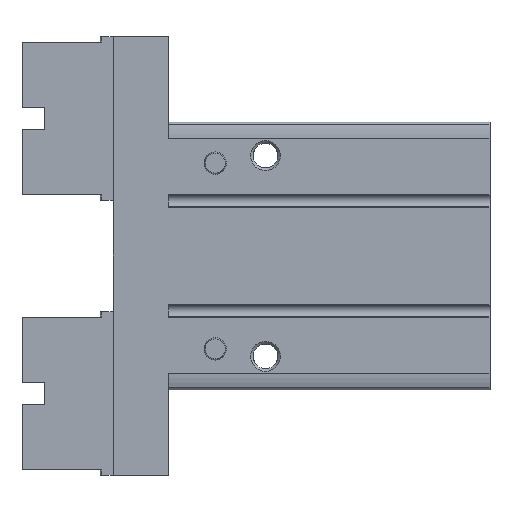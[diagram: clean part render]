
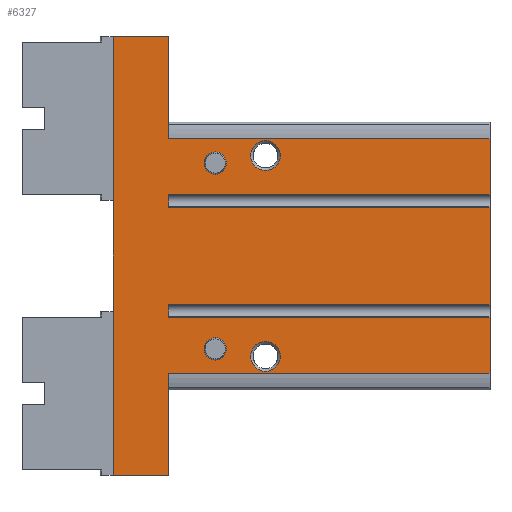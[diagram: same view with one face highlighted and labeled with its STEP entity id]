
A CAD part, left-side view. The second image highlights one B-rep face of the part: STEP entity #6327.
In plain terms, the highlighted face is planar.
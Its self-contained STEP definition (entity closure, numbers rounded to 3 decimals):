
#203=LINE('',#9777,#753);
#235=LINE('',#9923,#785);
#240=LINE('',#9947,#790);
#277=LINE('',#10128,#827);
#278=LINE('',#10136,#828);
#279=LINE('',#10138,#829);
#280=LINE('',#10140,#830);
#281=LINE('',#10141,#831);
#282=LINE('',#10143,#832);
#283=LINE('',#10145,#833);
#284=LINE('',#10146,#834);
#285=LINE('',#10148,#835);
#286=LINE('',#10150,#836);
#287=LINE('',#10152,#837);
#288=LINE('',#10154,#838);
#289=LINE('',#10156,#839);
#753=VECTOR('',#7647,1000.);
#785=VECTOR('',#7763,1000.);
#790=VECTOR('',#7782,1000.);
#827=VECTOR('',#7887,1000.);
#828=VECTOR('',#7896,1000.);
#829=VECTOR('',#7897,1000.);
#830=VECTOR('',#7898,1000.);
#831=VECTOR('',#7899,1000.);
#832=VECTOR('',#7900,1000.);
#833=VECTOR('',#7901,1000.);
#834=VECTOR('',#7902,1000.);
#835=VECTOR('',#7903,1000.);
#836=VECTOR('',#7904,1000.);
#837=VECTOR('',#7905,1000.);
#838=VECTOR('',#7906,1000.);
#839=VECTOR('',#7907,1000.);
#1244=PLANE('',#6846);
#1799=ORIENTED_EDGE('',*,*,#3276,.F.);
#1800=ORIENTED_EDGE('',*,*,#3280,.F.);
#1801=ORIENTED_EDGE('',*,*,#3596,.F.);
#1802=ORIENTED_EDGE('',*,*,#3597,.F.);
#1803=ORIENTED_EDGE('',*,*,#3435,.T.);
#1804=ORIENTED_EDGE('',*,*,#3598,.F.);
#1805=ORIENTED_EDGE('',*,*,#3599,.T.);
#1806=ORIENTED_EDGE('',*,*,#3600,.T.);
#1807=ORIENTED_EDGE('',*,*,#3521,.T.);
#1808=ORIENTED_EDGE('',*,*,#3601,.F.);
#1809=ORIENTED_EDGE('',*,*,#3602,.T.);
#1810=ORIENTED_EDGE('',*,*,#3603,.T.);
#1811=ORIENTED_EDGE('',*,*,#3509,.T.);
#1812=ORIENTED_EDGE('',*,*,#3604,.F.);
#1813=ORIENTED_EDGE('',*,*,#3605,.F.);
#1814=ORIENTED_EDGE('',*,*,#3606,.F.);
#1815=ORIENTED_EDGE('',*,*,#3607,.T.);
#1816=ORIENTED_EDGE('',*,*,#3608,.T.);
#1817=ORIENTED_EDGE('',*,*,#3609,.F.);
#1818=ORIENTED_EDGE('',*,*,#3594,.T.);
#3276=EDGE_CURVE('',#4209,#4209,#4854,.T.);
#3280=EDGE_CURVE('',#4213,#4213,#4858,.T.);
#3435=EDGE_CURVE('',#4333,#4332,#203,.T.);
#3509=EDGE_CURVE('',#4405,#4404,#235,.T.);
#3521=EDGE_CURVE('',#4417,#4416,#240,.T.);
#3594=EDGE_CURVE('',#4479,#4333,#277,.T.);
#3596=EDGE_CURVE('',#4480,#4480,#4970,.T.);
#3597=EDGE_CURVE('',#4481,#4481,#4971,.T.);
#3598=EDGE_CURVE('',#4482,#4332,#278,.T.);
#3599=EDGE_CURVE('',#4482,#4483,#279,.T.);
#3600=EDGE_CURVE('',#4483,#4417,#280,.T.);
#3601=EDGE_CURVE('',#4484,#4416,#281,.T.);
#3602=EDGE_CURVE('',#4484,#4485,#282,.T.);
#3603=EDGE_CURVE('',#4485,#4405,#283,.T.);
#3604=EDGE_CURVE('',#4486,#4404,#284,.T.);
#3605=EDGE_CURVE('',#4487,#4486,#285,.T.);
#3606=EDGE_CURVE('',#4488,#4487,#286,.T.);
#3607=EDGE_CURVE('',#4488,#4489,#287,.T.);
#3608=EDGE_CURVE('',#4489,#4490,#288,.T.);
#3609=EDGE_CURVE('',#4479,#4490,#289,.T.);
#4209=VERTEX_POINT('',#9344);
#4213=VERTEX_POINT('',#9354);
#4332=VERTEX_POINT('',#9776);
#4333=VERTEX_POINT('',#9778);
#4404=VERTEX_POINT('',#9922);
#4405=VERTEX_POINT('',#9924);
#4416=VERTEX_POINT('',#9946);
#4417=VERTEX_POINT('',#9948);
#4479=VERTEX_POINT('',#10129);
#4480=VERTEX_POINT('',#10133);
#4481=VERTEX_POINT('',#10135);
#4482=VERTEX_POINT('',#10137);
#4483=VERTEX_POINT('',#10139);
#4484=VERTEX_POINT('',#10142);
#4485=VERTEX_POINT('',#10144);
#4486=VERTEX_POINT('',#10147);
#4487=VERTEX_POINT('',#10149);
#4488=VERTEX_POINT('',#10151);
#4489=VERTEX_POINT('',#10153);
#4490=VERTEX_POINT('',#10155);
#4854=CIRCLE('',#6673,3.);
#4858=CIRCLE('',#6679,3.);
#4970=CIRCLE('',#6847,4.);
#4971=CIRCLE('',#6848,4.);
#5257=EDGE_LOOP('',(#1799));
#5258=EDGE_LOOP('',(#1800));
#5259=EDGE_LOOP('',(#1801));
#5260=EDGE_LOOP('',(#1802));
#5261=EDGE_LOOP('',(#1803,#1804,#1805,#1806,#1807,#1808,#1809,#1810,#1811,
#1812,#1813,#1814,#1815,#1816,#1817,#1818));
#5721=FACE_BOUND('',#5257,.T.);
#5722=FACE_BOUND('',#5258,.T.);
#5723=FACE_BOUND('',#5259,.T.);
#5724=FACE_BOUND('',#5260,.T.);
#5725=FACE_BOUND('',#5261,.T.);
#6327=ADVANCED_FACE('',(#5721,#5722,#5723,#5724,#5725),#1244,.F.);
#6673=AXIS2_PLACEMENT_3D('',#9343,#7384,#7385);
#6679=AXIS2_PLACEMENT_3D('',#9353,#7396,#7397);
#6846=AXIS2_PLACEMENT_3D('',#10131,#7890,#7891);
#6847=AXIS2_PLACEMENT_3D('',#10132,#7892,#7893);
#6848=AXIS2_PLACEMENT_3D('',#10134,#7894,#7895);
#7384=DIRECTION('',(0.,0.,1.));
#7385=DIRECTION('',(1.,0.,0.));
#7396=DIRECTION('',(0.,0.,1.));
#7397=DIRECTION('',(1.,0.,0.));
#7647=DIRECTION('',(1.,0.,0.));
#7763=DIRECTION('',(1.,0.,0.));
#7782=DIRECTION('',(1.,0.,0.));
#7887=DIRECTION('',(0.,-1.,0.));
#7890=DIRECTION('',(0.,0.,-1.));
#7891=DIRECTION('',(-1.,0.,0.));
#7892=DIRECTION('',(0.,0.,1.));
#7893=DIRECTION('',(1.,0.,0.));
#7894=DIRECTION('',(0.,0.,1.));
#7895=DIRECTION('',(1.,0.,0.));
#7896=DIRECTION('',(0.,-1.,0.));
#7897=DIRECTION('',(1.,0.,0.));
#7898=DIRECTION('',(0.,-1.,0.));
#7899=DIRECTION('',(0.,-1.,0.));
#7900=DIRECTION('',(1.,0.,0.));
#7901=DIRECTION('',(0.,-1.,0.));
#7902=DIRECTION('',(0.,-1.,0.));
#7903=DIRECTION('',(-1.,0.,0.));
#7904=DIRECTION('',(0.,-1.,0.));
#7905=DIRECTION('',(-1.,0.,0.));
#7906=DIRECTION('',(0.,-1.,0.));
#7907=DIRECTION('',(-1.,0.,0.));
#9343=CARTESIAN_POINT('',(-25.,73.9,24.));
#9344=CARTESIAN_POINT('',(-22.,73.9,24.));
#9353=CARTESIAN_POINT('',(25.,73.9,24.));
#9354=CARTESIAN_POINT('',(28.,73.9,24.));
#9776=CARTESIAN_POINT('',(-16.5,0.,24.));
#9777=CARTESIAN_POINT('',(-31.5,0.,24.));
#9778=CARTESIAN_POINT('',(-31.5,0.,24.));
#9922=CARTESIAN_POINT('',(31.5,0.,24.));
#9923=CARTESIAN_POINT('',(-31.5,0.,24.));
#9924=CARTESIAN_POINT('',(16.5,0.,24.));
#9946=CARTESIAN_POINT('',(13.1,0.,24.));
#9947=CARTESIAN_POINT('',(-31.5,0.,24.));
#9948=CARTESIAN_POINT('',(-13.1,0.,24.));
#10128=CARTESIAN_POINT('',(-31.5,86.4,24.));
#10129=CARTESIAN_POINT('',(-31.5,86.4,24.));
#10131=CARTESIAN_POINT('',(-31.5,86.4,24.));
#10132=CARTESIAN_POINT('',(-27.,60.4,24.));
#10133=CARTESIAN_POINT('',(-23.,60.4,24.));
#10134=CARTESIAN_POINT('',(27.,60.4,24.));
#10135=CARTESIAN_POINT('',(31.,60.4,24.));
#10136=CARTESIAN_POINT('',(-16.5,86.4,24.));
#10137=CARTESIAN_POINT('',(-16.5,86.4,24.));
#10138=CARTESIAN_POINT('',(-16.5,86.4,24.));
#10139=CARTESIAN_POINT('',(-13.1,86.4,24.));
#10140=CARTESIAN_POINT('',(-13.1,86.4,24.));
#10141=CARTESIAN_POINT('',(13.1,86.4,24.));
#10142=CARTESIAN_POINT('',(13.1,86.4,24.));
#10143=CARTESIAN_POINT('',(13.1,86.4,24.));
#10144=CARTESIAN_POINT('',(16.5,86.4,24.));
#10145=CARTESIAN_POINT('',(16.5,86.4,24.));
#10146=CARTESIAN_POINT('',(31.5,86.4,24.));
#10147=CARTESIAN_POINT('',(31.5,86.4,24.));
#10148=CARTESIAN_POINT('',(59.,86.4,24.));
#10149=CARTESIAN_POINT('',(59.,86.4,24.));
#10150=CARTESIAN_POINT('',(59.,101.2,24.));
#10151=CARTESIAN_POINT('',(59.,101.2,24.));
#10152=CARTESIAN_POINT('',(59.,101.2,24.));
#10153=CARTESIAN_POINT('',(-59.,101.2,24.));
#10154=CARTESIAN_POINT('',(-59.,101.2,24.));
#10155=CARTESIAN_POINT('',(-59.,86.4,24.));
#10156=CARTESIAN_POINT('',(59.,86.4,24.));
